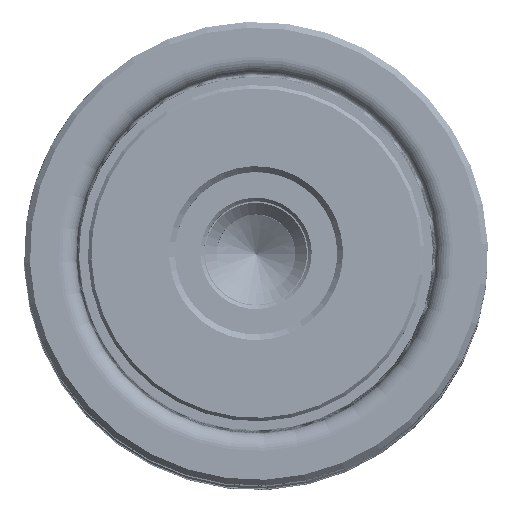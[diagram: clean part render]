
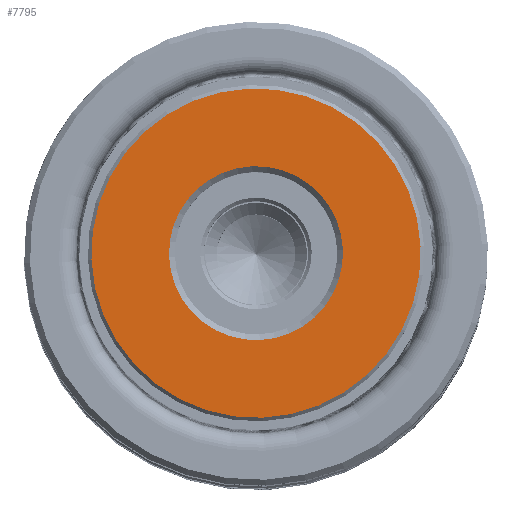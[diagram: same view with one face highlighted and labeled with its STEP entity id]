
A CAD part, top view. The second image highlights one B-rep face of the part: STEP entity #7795.
In plain terms, the highlighted face is planar.
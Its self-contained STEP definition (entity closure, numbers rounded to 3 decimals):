
#536 = CIRCLE ( 'NONE', #14127, 14.2 ) ;
#1588 = EDGE_CURVE ( 'NONE', #7713, #51320, #16853, .T. ) ;
#2203 = DIRECTION ( 'NONE',  ( 0., 0., -1. ) ) ;
#3944 = CARTESIAN_POINT ( 'NONE',  ( 0., 0., 0. ) ) ;
#4954 = EDGE_LOOP ( 'NONE', ( #30021, #49244 ) ) ;
#7713 = VERTEX_POINT ( 'NONE', #16676 ) ;
#7795 = ADVANCED_FACE ( 'NONE', ( #25587, #37321 ), #56722, .F. ) ;
#11444 = DIRECTION ( 'NONE',  ( 0., 0., -1. ) ) ;
#11676 = AXIS2_PLACEMENT_3D ( 'NONE', #46406, #20010, #50837 ) ;
#11974 = VERTEX_POINT ( 'NONE', #26731 ) ;
#12214 = EDGE_CURVE ( 'NONE', #36620, #11974, #37876, .T. ) ;
#14127 = AXIS2_PLACEMENT_3D ( 'NONE', #37830, #11444, #42273 ) ;
#16676 = CARTESIAN_POINT ( 'NONE',  ( 7.5, 0., 0. ) ) ;
#16853 = CIRCLE ( 'NONE', #26105, 7.5 ) ;
#18902 = EDGE_CURVE ( 'NONE', #51320, #7713, #55379, .T. ) ;
#20010 = DIRECTION ( 'NONE',  ( 0., 0., 1. ) ) ;
#20041 = DIRECTION ( 'NONE',  ( 0., 0., 1. ) ) ;
#22542 = AXIS2_PLACEMENT_3D ( 'NONE', #3944, #47903, #34791 ) ;
#25587 = FACE_OUTER_BOUND ( 'NONE', #4954, .T. ) ;
#26105 = AXIS2_PLACEMENT_3D ( 'NONE', #46439, #20041, #50865 ) ;
#26731 = CARTESIAN_POINT ( 'NONE',  ( -14.2, 0., 0. ) ) ;
#28647 = CARTESIAN_POINT ( 'NONE',  ( 0., 0., 0. ) ) ;
#30021 = ORIENTED_EDGE ( 'NONE', *, *, #12214, .T. ) ;
#30356 = ORIENTED_EDGE ( 'NONE', *, *, #1588, .T. ) ;
#33069 = DIRECTION ( 'NONE',  ( 1., 0., 0. ) ) ;
#34288 = CARTESIAN_POINT ( 'NONE',  ( 14.2, 0., 0. ) ) ;
#34447 = AXIS2_PLACEMENT_3D ( 'NONE', #28647, #2203, #33069 ) ;
#34791 = DIRECTION ( 'NONE',  ( 1., 0., 0. ) ) ;
#36620 = VERTEX_POINT ( 'NONE', #34288 ) ;
#37321 = FACE_BOUND ( 'NONE', #52556, .T. ) ;
#37830 = CARTESIAN_POINT ( 'NONE',  ( 0., 0., 0. ) ) ;
#37876 = CIRCLE ( 'NONE', #34447, 14.2 ) ;
#42273 = DIRECTION ( 'NONE',  ( 1., 0., 0. ) ) ;
#42555 = EDGE_CURVE ( 'NONE', #11974, #36620, #536, .T. ) ;
#46406 = CARTESIAN_POINT ( 'NONE',  ( 0., 0., 0. ) ) ;
#46439 = CARTESIAN_POINT ( 'NONE',  ( 0., 0., 0. ) ) ;
#47236 = CARTESIAN_POINT ( 'NONE',  ( -7.5, 0., 0. ) ) ;
#47903 = DIRECTION ( 'NONE',  ( 0., 0., 1. ) ) ;
#49244 = ORIENTED_EDGE ( 'NONE', *, *, #42555, .T. ) ;
#50837 = DIRECTION ( 'NONE',  ( 1., 0., 0. ) ) ;
#50865 = DIRECTION ( 'NONE',  ( 1., 0., 0. ) ) ;
#51320 = VERTEX_POINT ( 'NONE', #47236 ) ;
#52556 = EDGE_LOOP ( 'NONE', ( #55832, #30356 ) ) ;
#55379 = CIRCLE ( 'NONE', #11676, 7.5 ) ;
#55832 = ORIENTED_EDGE ( 'NONE', *, *, #18902, .T. ) ;
#56722 = PLANE ( 'NONE',  #22542 ) ;
